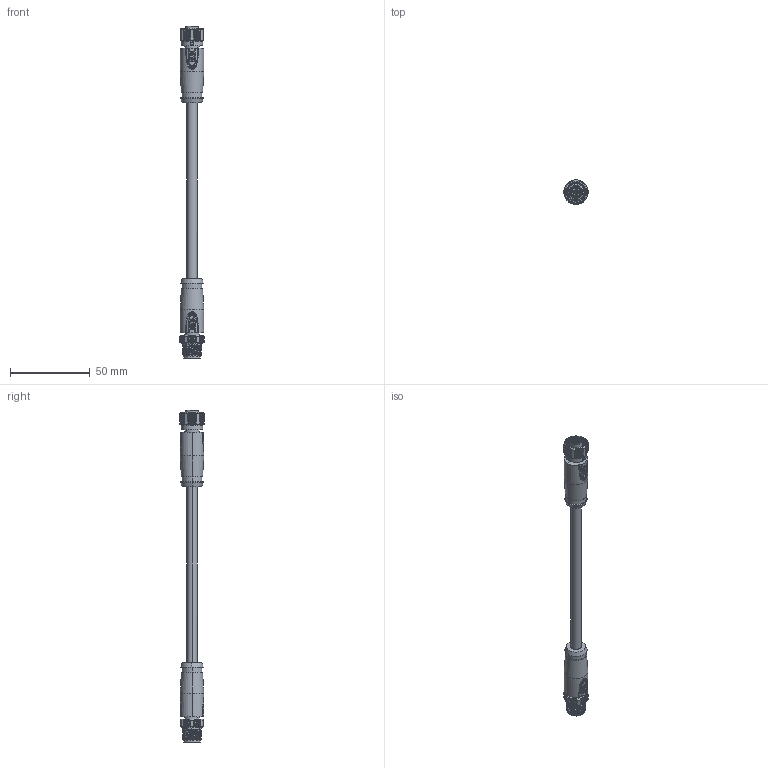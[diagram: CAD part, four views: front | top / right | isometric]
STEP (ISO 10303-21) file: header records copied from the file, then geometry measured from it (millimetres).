
FILE_DESCRIPTION((''),'2;1');
FILE_NAME('ASM0017_SW0001','2023-07-21T',('yp.zhu'),(''),'PRO/ENGINEER BY PARAMETRIC TECHNOLOGY CORPORATION, 2012480','PRO/ENGINEER BY PARAMETRIC TECHNOLOGY CORPORATION, 2012480','');
FILE_SCHEMA(('CONFIG_CONTROL_DESIGN'));
Products named in the file (1): ASM0017_SW0001
Bounding box: 15.2 x 15.2 x 207.66 mm (x, y, z)
Volume: 17277.5 mm3; surface area: 11012.9 mm2
Topology: 1 solids, 1 shells, 2003 faces, 5590 edges, 3614 vertices
Faces by surface type: plane 815, extrusion 433, cylinder 375, cone 215, bspline 70, torus 47, revolution 24, sphere 24
Entity records: 84567 total; most frequent: CARTESIAN_POINT 36383, ORIENTED_EDGE 11068, DIRECTION 8286, EDGE_CURVE 5534, VERTEX_POINT 3614, AXIS2_PLACEMENT_3D 2891, B_SPLINE_CURVE_WITH_KNOTS 2529, VECTOR 2480
